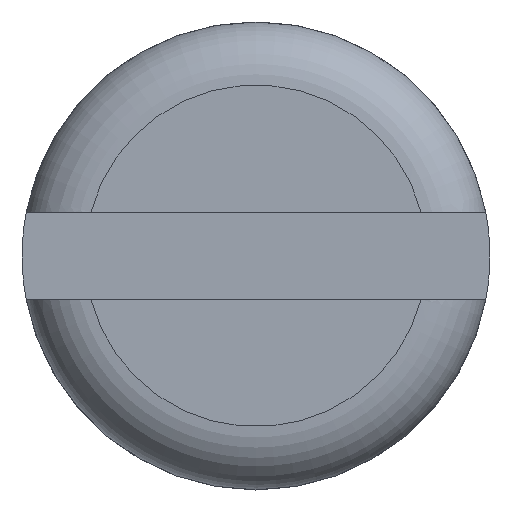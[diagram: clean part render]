
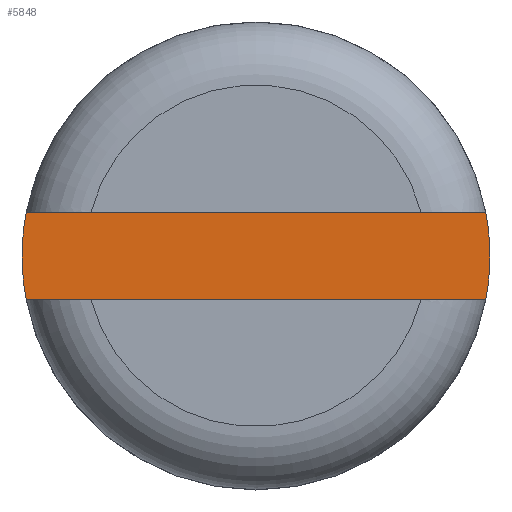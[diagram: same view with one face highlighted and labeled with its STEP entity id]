
A CAD part, top view. The second image highlights one B-rep face of the part: STEP entity #5848.
In plain terms, the highlighted planar face has unit normal (0, 0, 1).
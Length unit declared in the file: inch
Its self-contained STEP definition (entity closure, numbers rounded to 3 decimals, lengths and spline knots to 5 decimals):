
#635 = PLANE ( 'NONE',  #5549 ) ;
#1043 = VERTEX_POINT ( 'NONE', #2870 ) ;
#1063 = EDGE_CURVE ( 'NONE', #9576, #8148, #3063, .T. ) ;
#1129 = ORIENTED_EDGE ( 'NONE', *, *, #9727, .T. ) ;
#1182 = CIRCLE ( 'NONE', #2076, 0.0835 ) ;
#1739 = DIRECTION ( 'NONE',  ( 1., 0., 0. ) ) ;
#1762 = VERTEX_POINT ( 'NONE', #10177 ) ;
#1860 = CARTESIAN_POINT ( 'NONE',  ( 0., 0., 0.5 ) ) ;
#2076 = AXIS2_PLACEMENT_3D ( 'NONE', #7873, #5342, #7085 ) ;
#2255 = FACE_OUTER_BOUND ( 'NONE', #5153, .T. ) ;
#2498 = AXIS2_PLACEMENT_3D ( 'NONE', #6040, #5007, #11196 ) ;
#2676 = ORIENTED_EDGE ( 'NONE', *, *, #1063, .F. ) ;
#2769 = DIRECTION ( 'NONE',  ( -1., 0., 0. ) ) ;
#2798 = EDGE_CURVE ( 'NONE', #1762, #10110, #5738, .T. ) ;
#2870 = CARTESIAN_POINT ( 'NONE',  ( 0.0835, 0., 0.5 ) ) ;
#3063 = LINE ( 'NONE', #6296, #4692 ) ;
#3625 = ORIENTED_EDGE ( 'NONE', *, *, #10600, .F. ) ;
#3678 = AXIS2_PLACEMENT_3D ( 'NONE', #1860, #10679, #2769 ) ;
#3732 = EDGE_CURVE ( 'NONE', #8148, #1043, #1182, .T. ) ;
#4692 = VECTOR ( 'NONE', #10585, 39.37008 ) ;
#4795 = DIRECTION ( 'NONE',  ( 0., 0., -1. ) ) ;
#5007 = DIRECTION ( 'NONE',  ( 0., 0., -1. ) ) ;
#5153 = EDGE_LOOP ( 'NONE', ( #2676, #7563, #7487, #1129, #3625, #5358 ) ) ;
#5300 = LINE ( 'NONE', #6032, #9786 ) ;
#5342 = DIRECTION ( 'NONE',  ( 0., 0., -1. ) ) ;
#5358 = ORIENTED_EDGE ( 'NONE', *, *, #3732, .F. ) ;
#5549 = AXIS2_PLACEMENT_3D ( 'NONE', #7443, #4795, #6643 ) ;
#5707 = CIRCLE ( 'NONE', #3678, 0.0835 ) ;
#5738 = CIRCLE ( 'NONE', #2498, 0.0835 ) ;
#5848 = ADVANCED_FACE ( 'NONE', ( #2255 ), #635, .F. ) ;
#6032 = CARTESIAN_POINT ( 'NONE',  ( -0.0835, -0.01563, 0.5 ) ) ;
#6040 = CARTESIAN_POINT ( 'NONE',  ( 0., 0., 0.5 ) ) ;
#6296 = CARTESIAN_POINT ( 'NONE',  ( -0.0835, 0.01563, 0.5 ) ) ;
#6643 = DIRECTION ( 'NONE',  ( -1., 0., 0. ) ) ;
#7085 = DIRECTION ( 'NONE',  ( -1., 0., 0. ) ) ;
#7193 = DIRECTION ( 'NONE',  ( 0., 0., -1. ) ) ;
#7232 = CARTESIAN_POINT ( 'NONE',  ( 0.08203, 0.01563, 0.5 ) ) ;
#7269 = DIRECTION ( 'NONE',  ( -1., 0., 0. ) ) ;
#7443 = CARTESIAN_POINT ( 'NONE',  ( -0.0835, -0.01563, 0.5 ) ) ;
#7487 = ORIENTED_EDGE ( 'NONE', *, *, #2798, .F. ) ;
#7563 = ORIENTED_EDGE ( 'NONE', *, *, #8873, .F. ) ;
#7873 = CARTESIAN_POINT ( 'NONE',  ( 0., 0., 0.5 ) ) ;
#8148 = VERTEX_POINT ( 'NONE', #7232 ) ;
#8412 = CARTESIAN_POINT ( 'NONE',  ( 0.08203, -0.01563, 0.5 ) ) ;
#8457 = VERTEX_POINT ( 'NONE', #8412 ) ;
#8758 = CARTESIAN_POINT ( 'NONE',  ( -0.08203, 0.01563, 0.5 ) ) ;
#8873 = EDGE_CURVE ( 'NONE', #10110, #9576, #5707, .T. ) ;
#8902 = CARTESIAN_POINT ( 'NONE',  ( 0., 0., 0.5 ) ) ;
#9576 = VERTEX_POINT ( 'NONE', #8758 ) ;
#9727 = EDGE_CURVE ( 'NONE', #1762, #8457, #5300, .T. ) ;
#9786 = VECTOR ( 'NONE', #1739, 39.37008 ) ;
#9937 = CARTESIAN_POINT ( 'NONE',  ( -0.0835, 0., 0.5 ) ) ;
#10110 = VERTEX_POINT ( 'NONE', #9937 ) ;
#10177 = CARTESIAN_POINT ( 'NONE',  ( -0.08203, -0.01563, 0.5 ) ) ;
#10363 = AXIS2_PLACEMENT_3D ( 'NONE', #8902, #7193, #7269 ) ;
#10585 = DIRECTION ( 'NONE',  ( 1., 0., 0. ) ) ;
#10600 = EDGE_CURVE ( 'NONE', #1043, #8457, #10976, .T. ) ;
#10679 = DIRECTION ( 'NONE',  ( 0., 0., -1. ) ) ;
#10976 = CIRCLE ( 'NONE', #10363, 0.0835 ) ;
#11196 = DIRECTION ( 'NONE',  ( -1., 0., 0. ) ) ;
